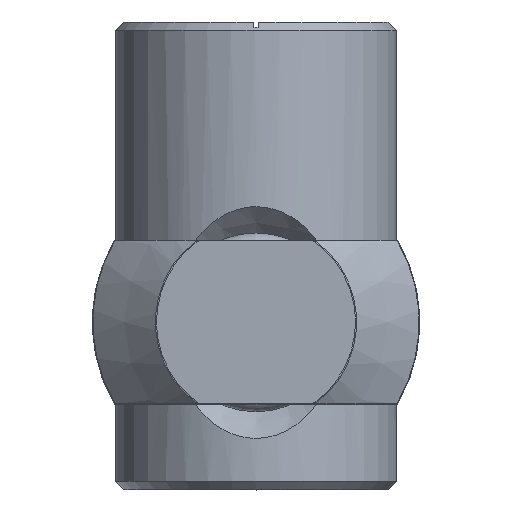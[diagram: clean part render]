
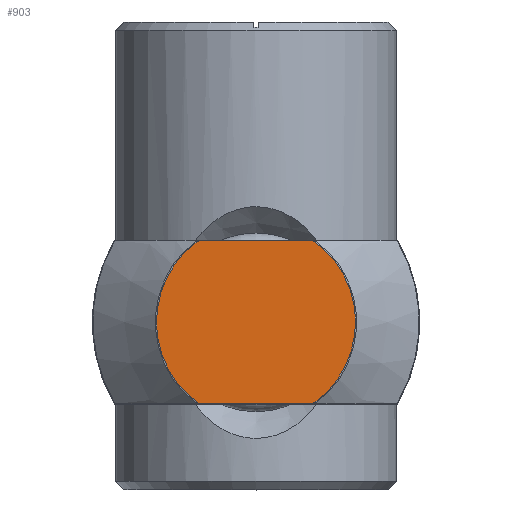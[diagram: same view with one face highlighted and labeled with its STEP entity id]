
A CAD part, top view. The second image highlights one B-rep face of the part: STEP entity #903.
In plain terms, the highlighted planar face has unit normal (0, 0, 1).
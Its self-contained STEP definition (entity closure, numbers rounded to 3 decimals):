
#903=ADVANCED_FACE('',(#996),#997,.F.);
#996=FACE_OUTER_BOUND('',#1149,.T.);
#997=PLANE('',#1150);
#1149=EDGE_LOOP('',(#1413,#1414,#1415,#1416));
#1150=AXIS2_PLACEMENT_3D('',#1417,#1418,#1419);
#1413=ORIENTED_EDGE('',*,*,#1722,.T.);
#1414=ORIENTED_EDGE('',*,*,#1723,.F.);
#1415=ORIENTED_EDGE('',*,*,#1704,.T.);
#1416=ORIENTED_EDGE('',*,*,#1715,.F.);
#1417=CARTESIAN_POINT('',(0.,0.,32.0));
#1418=DIRECTION('',(0.,0.,-1.0));
#1419=DIRECTION('',(0.,-1.0,0.));
#1704=EDGE_CURVE('',#1846,#1847,#1848,.F.);
#1715=EDGE_CURVE('',#1865,#1847,#1867,.T.);
#1722=EDGE_CURVE('',#1865,#1880,#1881,.F.);
#1723=EDGE_CURVE('',#1846,#1880,#1882,.T.);
#1846=VERTEX_POINT('',#2090);
#1847=VERTEX_POINT('',#2091);
#1848=LINE('',#2092,#2093);
#1865=VERTEX_POINT('',#2145);
#1867=B_SPLINE_CURVE_WITH_KNOTS('',3,(#2150,#2151,#2152,#2153,#2154,#2155,#2156,#2157,#2158,#2159),.UNSPECIFIED.,.F.,.F.,(4,2,2,2,4),(0.0,0.25,0.5,0.75,1.0),.UNSPECIFIED.);
#1880=VERTEX_POINT('',#2254);
#1881=LINE('',#2255,#2256);
#1882=B_SPLINE_CURVE_WITH_KNOTS('',3,(#2257,#2258,#2259,#2260,#2261,#2262,#2263,#2264,#2265,#2266),.UNSPECIFIED.,.F.,.F.,(4,2,2,2,4),(0.0,0.25,0.5,0.75,1.0),.UNSPECIFIED.);
#2090=CARTESIAN_POINT('',(3.395,4.9,32.0));
#2091=CARTESIAN_POINT('',(-3.395,4.9,32.0));
#2092=CARTESIAN_POINT('',(-9.8,4.9,32.0));
#2093=VECTOR('',#2841,1.0);
#2145=CARTESIAN_POINT('',(-3.395,-4.9,32.0));
#2150=CARTESIAN_POINT('',(-3.395,-4.9,32.0));
#2151=CARTESIAN_POINT('',(-4.183,-4.354,32.0));
#2152=CARTESIAN_POINT('',(-4.836,-3.615,32.0));
#2153=CARTESIAN_POINT('',(-5.725,-1.916,32.0));
#2154=CARTESIAN_POINT('',(-5.961,-0.959,32.0));
#2155=CARTESIAN_POINT('',(-5.961,0.959,32.0));
#2156=CARTESIAN_POINT('',(-5.725,1.916,32.0));
#2157=CARTESIAN_POINT('',(-4.836,3.615,32.0));
#2158=CARTESIAN_POINT('',(-4.183,4.354,32.0));
#2159=CARTESIAN_POINT('',(-3.395,4.9,32.0));
#2254=CARTESIAN_POINT('',(3.395,-4.9,32.0));
#2255=CARTESIAN_POINT('',(9.8,-4.9,32.0));
#2256=VECTOR('',#2852,1.0);
#2257=CARTESIAN_POINT('',(3.395,4.9,32.0));
#2258=CARTESIAN_POINT('',(4.183,4.354,32.0));
#2259=CARTESIAN_POINT('',(4.836,3.615,32.0));
#2260=CARTESIAN_POINT('',(5.725,1.916,32.0));
#2261=CARTESIAN_POINT('',(5.961,0.959,32.0));
#2262=CARTESIAN_POINT('',(5.961,-0.959,32.0));
#2263=CARTESIAN_POINT('',(5.725,-1.916,32.0));
#2264=CARTESIAN_POINT('',(4.836,-3.615,32.0));
#2265=CARTESIAN_POINT('',(4.183,-4.354,32.0));
#2266=CARTESIAN_POINT('',(3.395,-4.9,32.0));
#2841=DIRECTION('',(1.0,0.,0.));
#2852=DIRECTION('',(-1.0,0.,0.));
